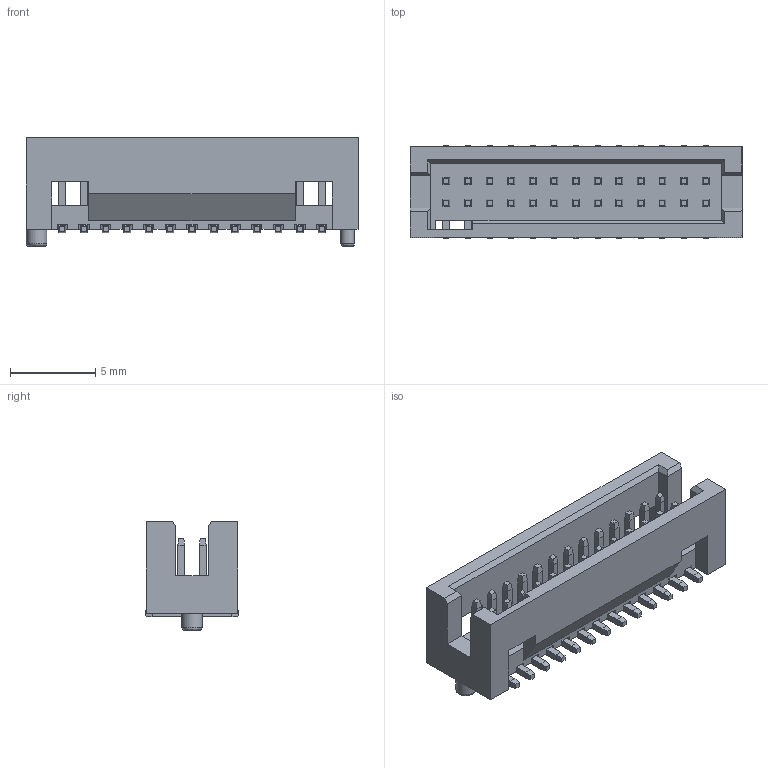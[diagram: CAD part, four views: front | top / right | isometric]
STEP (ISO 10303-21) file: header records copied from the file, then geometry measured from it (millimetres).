
FILE_DESCRIPTION (( 'STEP AP214' ), '1' );
FILE_NAME ('11100, SBH31-NBPB-D13-SP-BK.STEP', '2012-03-28T10:07:51', ( 'User' ), ( '' ), 'SwSTEP 2.0', 'SolidWorks 2012', '' );
FILE_SCHEMA (( 'AUTOMOTIVE_DESIGN' ));
Length unit declared in the file: inch
Products named in the file (1): 11100, SBH31-NBPB-D13-SP-BK
Bounding box: 19.51 x 5.5 x 6.4 mm (x, y, z)
Volume: 275.6 mm3; surface area: 934.2 mm2
Topology: 27 solids, 27 shells, 805 faces, 1971 edges, 1188 vertices
Faces by surface type: plane 749, cylinder 54, bspline 2
Full cylindrical faces by diameter (mm): 0.8 x1, 1.2 x1
Entity records: 23229 total; most frequent: CARTESIAN_POINT 4023, ORIENTED_EDGE 3930, DIRECTION 3679, EDGE_CURVE 1965, LINE 1855, VECTOR 1855, VERTEX_POINT 1186, AXIS2_PLACEMENT_3D 912
